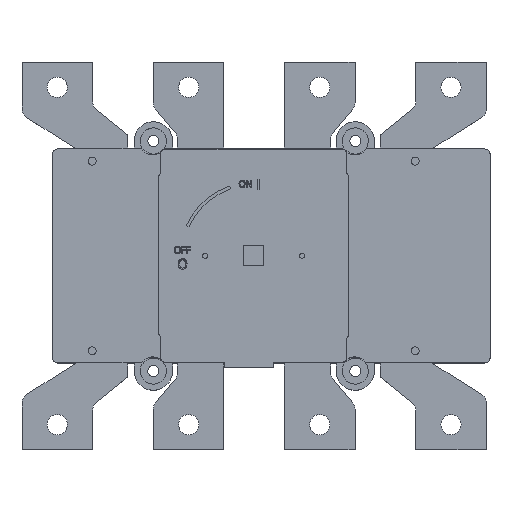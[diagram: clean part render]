
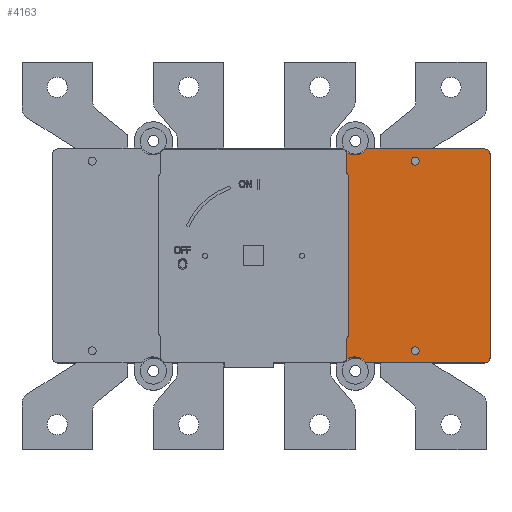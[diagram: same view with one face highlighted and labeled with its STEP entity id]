
A CAD part, top view. The second image highlights one B-rep face of the part: STEP entity #4163.
In plain terms, the highlighted planar face has unit normal (0, 0, 1).
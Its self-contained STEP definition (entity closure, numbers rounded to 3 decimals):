
#3408=CARTESIAN_POINT('',(81.6,-47.,40.0));
#3409=VERTEX_POINT('',#3408);
#3410=CARTESIAN_POINT('',(79.6,-47.,40.0));
#3411=DIRECTION('',(0.0,0.0,-1.0));
#3412=DIRECTION('',(-1.0,0.0,0.0));
#3413=AXIS2_PLACEMENT_3D('',#3410,#3411,#3412);
#3414=CIRCLE('',#3413,2.0);
#3415=EDGE_CURVE('',#3409,#3409,#3414,.T.);
#3436=CARTESIAN_POINT('',(81.6,47.,40.0));
#3437=VERTEX_POINT('',#3436);
#3438=CARTESIAN_POINT('',(79.6,47.,40.0));
#3439=DIRECTION('',(0.0,0.0,-1.0));
#3440=DIRECTION('',(-1.0,0.0,0.0));
#3441=AXIS2_PLACEMENT_3D('',#3438,#3439,#3440);
#3442=CIRCLE('',#3441,2.0);
#3443=EDGE_CURVE('',#3437,#3437,#3442,.T.);
#3898=CARTESIAN_POINT('',(45.519,51.313,40.0));
#3899=VERTEX_POINT('',#3898);
#3907=CARTESIAN_POINT('',(55.345,53.,40.0));
#3908=VERTEX_POINT('',#3907);
#3909=CARTESIAN_POINT('',(49.6,57.,40.0));
#3910=DIRECTION('',(0.,0.,1.0));
#3911=DIRECTION('',(0.821,0.571,0.));
#3912=AXIS2_PLACEMENT_3D('',#3909,#3910,#3911);
#3913=CIRCLE('',#3912,7.);
#3914=EDGE_CURVE('',#3899,#3908,#3913,.T.);
#3947=CARTESIAN_POINT('',(55.345,-53.,40.0));
#3948=VERTEX_POINT('',#3947);
#3949=CARTESIAN_POINT('',(45.519,-51.313,40.0));
#3950=VERTEX_POINT('',#3949);
#3951=CARTESIAN_POINT('',(49.6,-57.,40.0));
#3952=DIRECTION('',(0.,0.,1.0));
#3953=DIRECTION('',(-0.821,-0.571,0.));
#3954=AXIS2_PLACEMENT_3D('',#3951,#3952,#3953);
#3955=CIRCLE('',#3954,7.0);
#3956=EDGE_CURVE('',#3948,#3950,#3955,.T.);
#4032=CARTESIAN_POINT('',(8.243,0.,40.));
#4033=DIRECTION('',(0.0,0.0,1.0));
#4034=DIRECTION('',(1.0,0.0,0.0));
#4035=AXIS2_PLACEMENT_3D('',#4032,#4033,#4034);
#4036=PLANE('',#4035);
#4037=CARTESIAN_POINT('',(45.6,-50.75,40.0));
#4038=VERTEX_POINT('',#4037);
#4039=CARTESIAN_POINT('',(43.6,-50.75,40.0));
#4040=DIRECTION('',(0.,0.,1.));
#4041=DIRECTION('',(0.707,-0.707,0.));
#4042=AXIS2_PLACEMENT_3D('',#4039,#4040,#4041);
#4043=CIRCLE('',#4042,2.);
#4044=EDGE_CURVE('',#3950,#4038,#4043,.T.);
#4045=ORIENTED_EDGE('',*,*,#4044,.F.);
#4046=ORIENTED_EDGE('',*,*,#3956,.F.);
#4047=CARTESIAN_POINT('',(114.2,-53.,40.0));
#4048=VERTEX_POINT('',#4047);
#4049=CARTESIAN_POINT('',(114.2,-53.,40.0));
#4050=DIRECTION('',(-1.0,0.0,0.0));
#4051=VECTOR('',#4050,58.855);
#4052=LINE('',#4049,#4051);
#4053=EDGE_CURVE('',#4048,#3948,#4052,.T.);
#4054=ORIENTED_EDGE('',*,*,#4053,.F.);
#4055=CARTESIAN_POINT('',(116.7,-50.5,40.0));
#4056=VERTEX_POINT('',#4055);
#4057=CARTESIAN_POINT('',(114.2,-50.5,40.0));
#4058=DIRECTION('',(0.0,0.0,-1.0));
#4059=DIRECTION('',(0.0,-1.0,0.0));
#4060=AXIS2_PLACEMENT_3D('',#4057,#4058,#4059);
#4061=CIRCLE('',#4060,2.5);
#4062=EDGE_CURVE('',#4056,#4048,#4061,.T.);
#4063=ORIENTED_EDGE('',*,*,#4062,.F.);
#4064=CARTESIAN_POINT('',(116.7,50.5,40.0));
#4065=VERTEX_POINT('',#4064);
#4066=CARTESIAN_POINT('',(116.7,50.5,40.0));
#4067=DIRECTION('',(0.0,-1.0,0.0));
#4068=VECTOR('',#4067,101.);
#4069=LINE('',#4066,#4068);
#4070=EDGE_CURVE('',#4065,#4056,#4069,.T.);
#4071=ORIENTED_EDGE('',*,*,#4070,.F.);
#4072=CARTESIAN_POINT('',(114.2,53.,40.0));
#4073=VERTEX_POINT('',#4072);
#4074=CARTESIAN_POINT('',(114.2,50.5,40.0));
#4075=DIRECTION('',(0.0,0.0,-1.0));
#4076=DIRECTION('',(1.0,0.0,0.0));
#4077=AXIS2_PLACEMENT_3D('',#4074,#4075,#4076);
#4078=CIRCLE('',#4077,2.5);
#4079=EDGE_CURVE('',#4073,#4065,#4078,.T.);
#4080=ORIENTED_EDGE('',*,*,#4079,.F.);
#4081=CARTESIAN_POINT('',(55.345,53.,40.0));
#4082=DIRECTION('',(1.0,0.0,0.0));
#4083=VECTOR('',#4082,58.855);
#4084=LINE('',#4081,#4083);
#4085=EDGE_CURVE('',#3908,#4073,#4084,.T.);
#4086=ORIENTED_EDGE('',*,*,#4085,.F.);
#4087=ORIENTED_EDGE('',*,*,#3914,.F.);
#4088=CARTESIAN_POINT('',(45.6,50.75,40.0));
#4089=VERTEX_POINT('',#4088);
#4090=CARTESIAN_POINT('',(43.6,50.75,40.0));
#4091=DIRECTION('',(0.,0.,1.));
#4092=DIRECTION('',(0.707,0.707,0.));
#4093=AXIS2_PLACEMENT_3D('',#4090,#4091,#4092);
#4094=CIRCLE('',#4093,2.0);
#4095=EDGE_CURVE('',#4089,#3899,#4094,.T.);
#4096=ORIENTED_EDGE('',*,*,#4095,.F.);
#4097=CARTESIAN_POINT('',(45.6,41.732,40.0));
#4098=VERTEX_POINT('',#4097);
#4099=CARTESIAN_POINT('',(45.6,41.732,40.0));
#4100=DIRECTION('',(0.0,1.0,0.0));
#4101=VECTOR('',#4100,9.018);
#4102=LINE('',#4099,#4101);
#4103=EDGE_CURVE('',#4098,#4089,#4102,.T.);
#4104=ORIENTED_EDGE('',*,*,#4103,.F.);
#4105=CARTESIAN_POINT('',(46.1,40.409,40.0));
#4106=VERTEX_POINT('',#4105);
#4107=CARTESIAN_POINT('',(47.6,41.732,40.0));
#4108=DIRECTION('',(0.,0.,1.0));
#4109=DIRECTION('',(0.5,0.866,0.));
#4110=AXIS2_PLACEMENT_3D('',#4107,#4108,#4109);
#4111=CIRCLE('',#4110,2.);
#4112=EDGE_CURVE('',#4098,#4106,#4111,.T.);
#4113=ORIENTED_EDGE('',*,*,#4112,.T.);
#4114=CARTESIAN_POINT('',(46.6,39.086,40.0));
#4115=VERTEX_POINT('',#4114);
#4116=CARTESIAN_POINT('',(44.6,39.086,40.0));
#4117=DIRECTION('',(0.,0.,1.));
#4118=DIRECTION('',(0.935,0.354,0.));
#4119=AXIS2_PLACEMENT_3D('',#4116,#4117,#4118);
#4120=CIRCLE('',#4119,2.);
#4121=EDGE_CURVE('',#4115,#4106,#4120,.T.);
#4122=ORIENTED_EDGE('',*,*,#4121,.F.);
#4123=CARTESIAN_POINT('',(46.6,-39.086,40.0));
#4124=VERTEX_POINT('',#4123);
#4125=CARTESIAN_POINT('',(46.6,-39.086,40.0));
#4126=DIRECTION('',(0.0,1.0,0.0));
#4127=VECTOR('',#4126,78.173);
#4128=LINE('',#4125,#4127);
#4129=EDGE_CURVE('',#4124,#4115,#4128,.T.);
#4130=ORIENTED_EDGE('',*,*,#4129,.F.);
#4131=CARTESIAN_POINT('',(46.1,-40.409,40.0));
#4132=VERTEX_POINT('',#4131);
#4133=CARTESIAN_POINT('',(44.6,-39.086,40.0));
#4134=DIRECTION('',(0.,0.,1.0));
#4135=DIRECTION('',(0.935,-0.354,0.));
#4136=AXIS2_PLACEMENT_3D('',#4133,#4134,#4135);
#4137=CIRCLE('',#4136,2.);
#4138=EDGE_CURVE('',#4132,#4124,#4137,.T.);
#4139=ORIENTED_EDGE('',*,*,#4138,.F.);
#4140=CARTESIAN_POINT('',(45.6,-41.732,40.0));
#4141=VERTEX_POINT('',#4140);
#4142=CARTESIAN_POINT('',(47.6,-41.732,40.0));
#4143=DIRECTION('',(0.,0.,1.));
#4144=DIRECTION('',(0.5,-0.866,0.));
#4145=AXIS2_PLACEMENT_3D('',#4142,#4143,#4144);
#4146=CIRCLE('',#4145,2.);
#4147=EDGE_CURVE('',#4132,#4141,#4146,.T.);
#4148=ORIENTED_EDGE('',*,*,#4147,.T.);
#4149=CARTESIAN_POINT('',(45.6,-50.75,40.0));
#4150=DIRECTION('',(0.0,1.0,0.0));
#4151=VECTOR('',#4150,9.018);
#4152=LINE('',#4149,#4151);
#4153=EDGE_CURVE('',#4038,#4141,#4152,.T.);
#4154=ORIENTED_EDGE('',*,*,#4153,.F.);
#4155=EDGE_LOOP('',(#4045,#4046,#4054,#4063,#4071,#4080,#4086,#4087,#4096,#4104,#4113,#4122,#4130,#4139,#4148,#4154));
#4156=FACE_OUTER_BOUND('',#4155,.T.);
#4157=ORIENTED_EDGE('',*,*,#3443,.T.);
#4158=EDGE_LOOP('',(#4157));
#4159=FACE_BOUND('',#4158,.T.);
#4160=ORIENTED_EDGE('',*,*,#3415,.T.);
#4161=EDGE_LOOP('',(#4160));
#4162=FACE_BOUND('',#4161,.T.);
#4163=ADVANCED_FACE('',(#4156,#4159,#4162),#4036,.T.);
